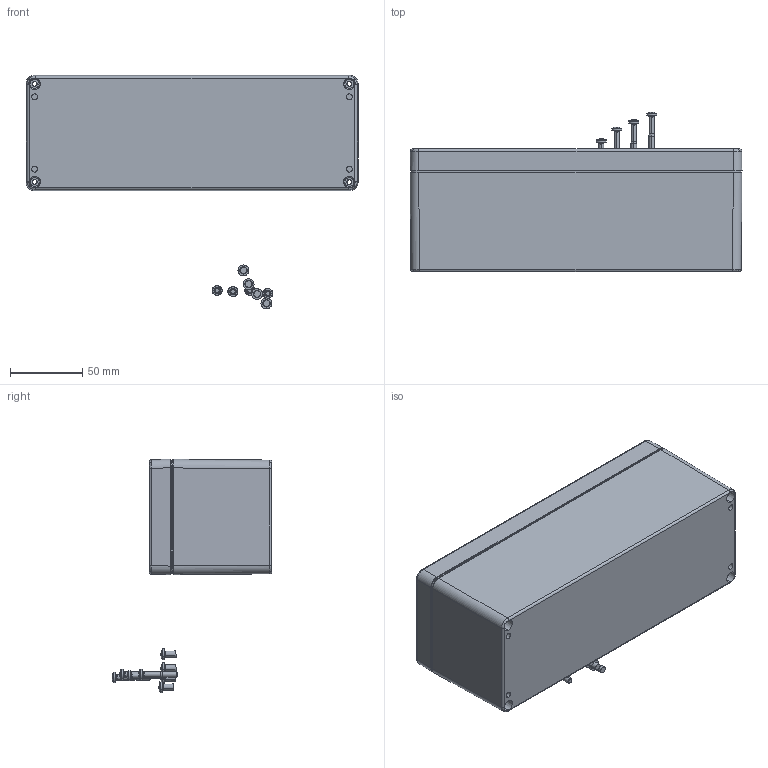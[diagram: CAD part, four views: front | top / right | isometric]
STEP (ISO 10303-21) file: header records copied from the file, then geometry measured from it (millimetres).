
FILE_DESCRIPTION(('FreeCAD Model'),'2;1');
FILE_NAME('2308085.STEP', '2026-03-24T15:26:31',('Author'),(''), 'Open CASCADE STEP processor 7.3','FreeCAD','Unknown');
FILE_SCHEMA(('AUTOMOTIVE_DESIGN { 1 0 10303 214 1 1 1 1 }'));
Length unit declared in the file: millimetre
Products named in the file (9): 2308085; 32932_Standard; 31932_Standard001; 31090-Einpressbuchse_Standard003; 31932_Standard; 51005_Standard; 93214_WN1442_D4,5x7,011; 5200.009.0_Standard003; 82002_im_Deckel_eingebaut
Assembly tree (17 placements, depth 3):
  2308085
    32932_Standard
    31932_Standard001
      31090-Einpressbuchse_Standard003  x4
      31932_Standard
    51005_Standard
      93214_WN1442_D4,5x7,011  x4
      5200.009.0_Standard003  x4
    82002_im_Deckel_eingebaut
Bounding box: 230 x 110.71 x 161.8 mm (x, y, z)
Volume: 276999.3 mm3; surface area: 198653.8 mm2
Topology: 15 solids, 15 shells, 1545 faces, 3799 edges, 2314 vertices
Faces by surface type: plane 617, cylinder 299, bspline 292, cone 188, torus 133, revolution 8, sphere 8
Entity records: 44993 total; most frequent: CARTESIAN_POINT 20455, ORIENTED_EDGE 5338, DIRECTION 4522, EDGE_CURVE 2669, AXIS2_PLACEMENT_3D 1704, VERTEX_POINT 1600, FACE_BOUND 1183, EDGE_LOOP 1183
